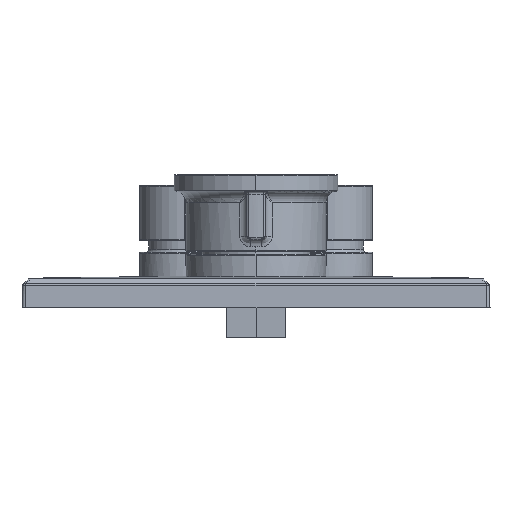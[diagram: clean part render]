
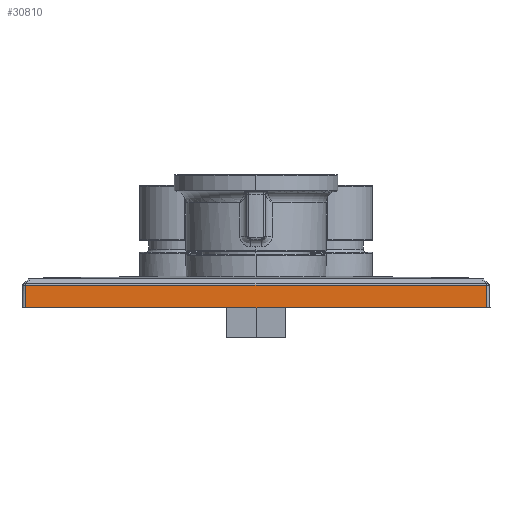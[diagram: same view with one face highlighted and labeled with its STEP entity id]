
A CAD part, front view. The second image highlights one B-rep face of the part: STEP entity #30810.
In plain terms, the highlighted planar face has unit normal (0, -0.999, 0.035).
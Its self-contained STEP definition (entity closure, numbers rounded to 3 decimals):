
#9660=DIRECTION('',(-1.,0.,0.));
#9661=VECTOR('',#9660,154.471);
#9662=CARTESIAN_POINT('',(77.235,-78.235,76.597));
#9663=LINE('',#9662,#9661);
#9668=DIRECTION('',(-1.,0.,0.));
#9669=VECTOR('',#9668,155.001);
#9670=CARTESIAN_POINT('',(77.501,-78.5,69.));
#9671=LINE('',#9670,#9669);
#9672=DIRECTION('',(-0.035,-0.035,-0.999));
#9673=VECTOR('',#9672,7.607);
#9674=CARTESIAN_POINT('',(-77.235,-78.235,
76.597));
#9675=LINE('',#9674,#9673);
#9676=DIRECTION('',(0.035,-0.035,-0.999));
#9677=VECTOR('',#9676,7.607);
#9678=CARTESIAN_POINT('',(77.235,-78.235,76.597));
#9679=LINE('',#9678,#9677);
#16062=CARTESIAN_POINT('',(77.235,-78.235,
76.597));
#16063=VERTEX_POINT('',#16062);
#16064=CARTESIAN_POINT('',(77.501,-78.5,69.));
#16065=VERTEX_POINT('',#16064);
#16200=CARTESIAN_POINT('',(-77.235,-78.235,
76.597));
#16201=VERTEX_POINT('',#16200);
#16202=CARTESIAN_POINT('',(-77.501,-78.5,69.));
#16203=VERTEX_POINT('',#16202);
#30796=CARTESIAN_POINT('',(-81.3,-78.5,69.));
#30797=DIRECTION('',(0.,-0.999,0.035));
#30798=DIRECTION('',(-1.,0.,0.));
#30799=AXIS2_PLACEMENT_3D('',#30796,#30797,#30798);
#30800=PLANE('',#30799);
#30802=ORIENTED_EDGE('',*,*,#30801,.T.);
#30804=ORIENTED_EDGE('',*,*,#30803,.F.);
#30805=ORIENTED_EDGE('',*,*,#30779,.F.);
#30807=ORIENTED_EDGE('',*,*,#30806,.T.);
#30808=EDGE_LOOP('',(#30802,#30804,#30805,#30807));
#30809=FACE_OUTER_BOUND('',#30808,.F.);
#30779=EDGE_CURVE('',#16063,#16201,#9663,.T.);
#30801=EDGE_CURVE('',#16065,#16203,#9671,.T.);
#30803=EDGE_CURVE('',#16201,#16203,#9675,.T.);
#30806=EDGE_CURVE('',#16063,#16065,#9679,.T.);
#30810=ADVANCED_FACE('',(#30809),#30800,.T.);
